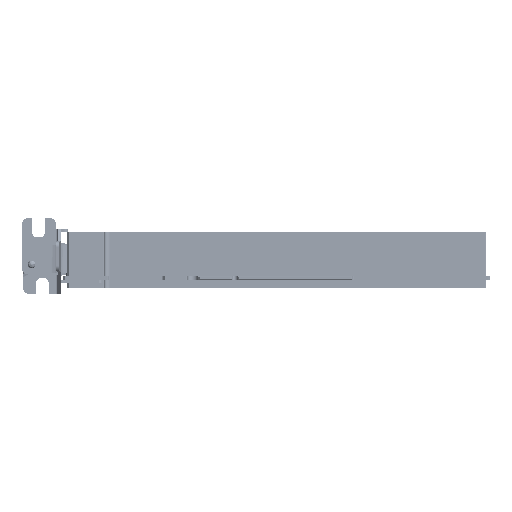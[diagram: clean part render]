
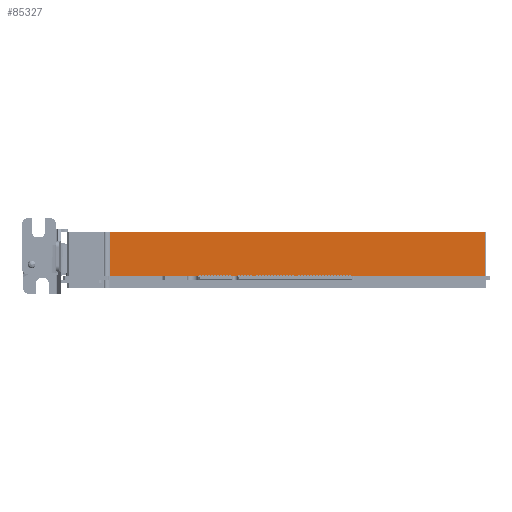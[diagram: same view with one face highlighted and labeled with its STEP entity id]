
A CAD part, front view. The second image highlights one B-rep face of the part: STEP entity #85327.
In plain terms, the highlighted planar face has unit normal (0, 1, 0).
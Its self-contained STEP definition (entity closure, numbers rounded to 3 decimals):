
#2835=LINE('',#122231,#12180);
#2836=LINE('',#122233,#12181);
#2837=LINE('',#122235,#12182);
#2838=LINE('',#122236,#12183);
#12180=VECTOR('',#98449,10.);
#12181=VECTOR('',#98450,10.);
#12182=VECTOR('',#98451,10.);
#12183=VECTOR('',#98452,10.);
#21341=PLANE('',#90647);
#27022=FACE_OUTER_BOUND('',#32183,.T.);
#32183=EDGE_LOOP('',(#62106,#62107,#62108,#62109));
#41238=VERTEX_POINT('',#122229);
#41239=VERTEX_POINT('',#122230);
#41240=VERTEX_POINT('',#122232);
#41241=VERTEX_POINT('',#122234);
#49721=EDGE_CURVE('',#41238,#41239,#2835,.T.);
#49722=EDGE_CURVE('',#41238,#41240,#2836,.T.);
#49723=EDGE_CURVE('',#41240,#41241,#2837,.T.);
#49724=EDGE_CURVE('',#41239,#41241,#2838,.T.);
#62106=ORIENTED_EDGE('',*,*,#49721,.F.);
#62107=ORIENTED_EDGE('',*,*,#49722,.T.);
#62108=ORIENTED_EDGE('',*,*,#49723,.T.);
#62109=ORIENTED_EDGE('',*,*,#49724,.F.);
#85327=ADVANCED_FACE('',(#27022),#21341,.F.);
#90647=AXIS2_PLACEMENT_3D('',#122228,#98447,#98448);
#98447=DIRECTION('center_axis',(0.,-1.,0.));
#98448=DIRECTION('ref_axis',(1.,0.,0.));
#98449=DIRECTION('',(1.,0.,0.));
#98450=DIRECTION('',(0.,0.,1.));
#98451=DIRECTION('',(1.,0.,0.));
#98452=DIRECTION('',(0.,0.,1.));
#122228=CARTESIAN_POINT('Origin',(15.5,14.02,0.787));
#122229=CARTESIAN_POINT('',(15.5,14.02,0.787));
#122230=CARTESIAN_POINT('',(140.47,14.02,0.787));
#122231=CARTESIAN_POINT('',(15.5,14.02,0.787));
#122232=CARTESIAN_POINT('',(15.5,14.02,15.257));
#122233=CARTESIAN_POINT('',(15.5,14.02,0.787));
#122234=CARTESIAN_POINT('',(140.47,14.02,15.257));
#122235=CARTESIAN_POINT('',(15.5,14.02,15.257));
#122236=CARTESIAN_POINT('',(140.47,14.02,0.787));
